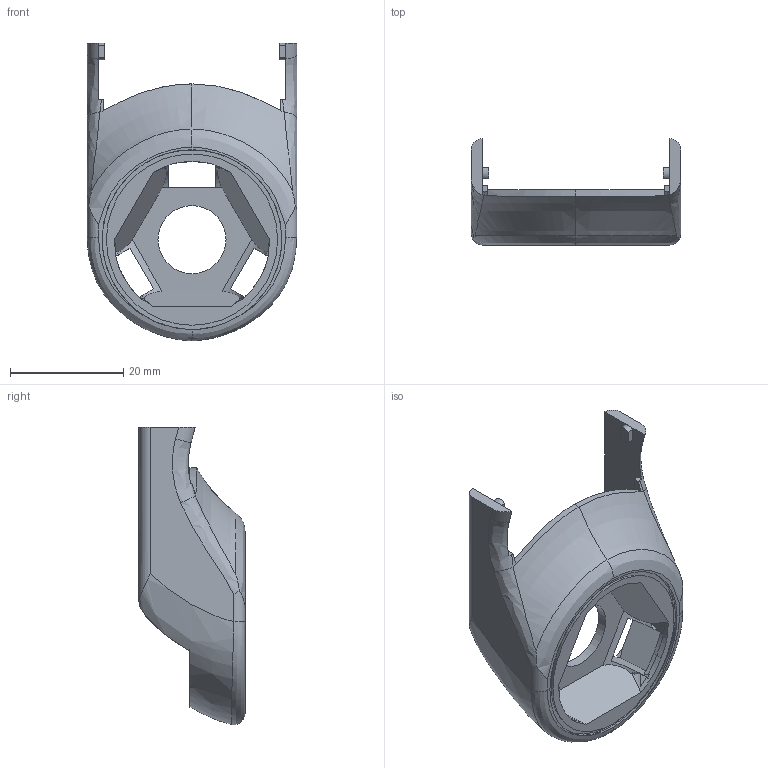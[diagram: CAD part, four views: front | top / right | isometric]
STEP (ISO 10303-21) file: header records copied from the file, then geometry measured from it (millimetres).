
FILE_DESCRIPTION(/* description */ ('STEP AP214'),/* implementation_level */ '2;1');
FILE_NAME(/* name */ '605376d552977113f60a32ab',/* time_stamp */ '2021-03-18T15:50:46+00:00',/* author */ (''),/* organization */ (''),/* preprocessor_version */ 'ST-DEVELOPER v18.1',/* originating_system */ ' ',/* authorisation */ ' ');
FILE_SCHEMA (('AUTOMOTIVE_DESIGN {1 0 10303 214 3 1 1}'));
Length unit declared in the file: metre
Products named in the file (1): Body_2
Bounding box: 36.91 x 18.69 x 52.46 mm (x, y, z)
Volume: 7800 mm3; surface area: 6142 mm2
Topology: 1 solids, 1 shells, 149 faces, 457 edges, 282 vertices
Faces by surface type: plane 71, bspline 44, cylinder 23, torus 6, cone 5
Full cylindrical faces by diameter (mm): 2 x1, 3.3 x3, 12 x1
Entity records: 10083 total; most frequent: CARTESIAN_POINT 6767, ORIENTED_EDGE 830, DIRECTION 441, EDGE_CURVE 415, VERTEX_POINT 275, B_SPLINE_CURVE_WITH_KNOTS 245, FACE_BOUND 168, EDGE_LOOP 166
